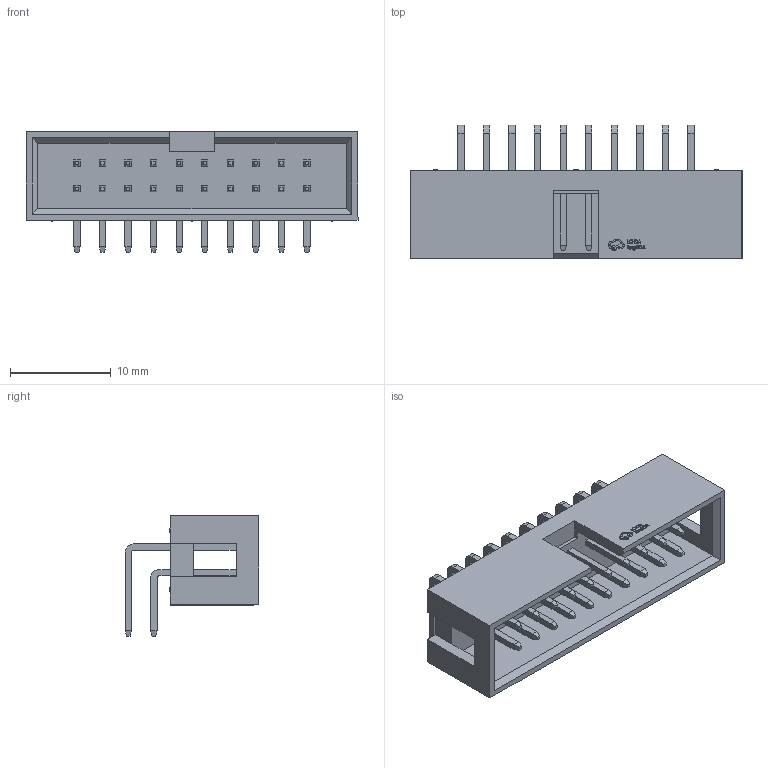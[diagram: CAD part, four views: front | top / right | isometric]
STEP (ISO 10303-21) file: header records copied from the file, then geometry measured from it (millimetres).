
FILE_DESCRIPTION (( 'STEP AP214' ), '1' );
FILE_NAME ('IDC-TH_20P-P2.54_ZX-IDC2.54-2-10PWZ.STEP', '2023-08-10T13:49:53', ( '' ), ( '' ), 'SwSTEP 2.0', 'SolidWorks 2020', '' );
FILE_SCHEMA (( 'AUTOMOTIVE_DESIGN' ));
Length unit declared in the file: millimetre
Products named in the file (1): IDC-TH_20P-P2.54_ZX-IDC2.54-2-10PWZ
Bounding box: 33 x 13.3 x 12.01 mm (x, y, z)
Volume: 1289.1 mm3; surface area: 2508.3 mm2
Topology: 1 solids, 1 shells, 717 faces, 1794 edges, 1140 vertices
Faces by surface type: plane 564, bspline 98, cylinder 55
Entity records: 29355 total; most frequent: CARTESIAN_POINT 4958, ORIENTED_EDGE 3588, DIRECTION 2944, EDGE_CURVE 1794, VECTOR 1484, LINE 1484, VERTEX_POINT 1140, EDGE_LOOP 782
